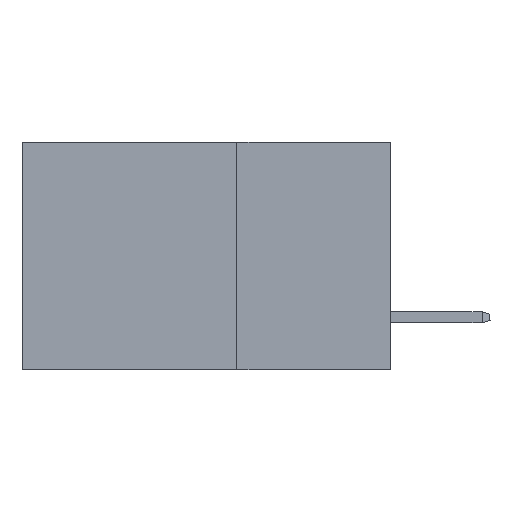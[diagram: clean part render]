
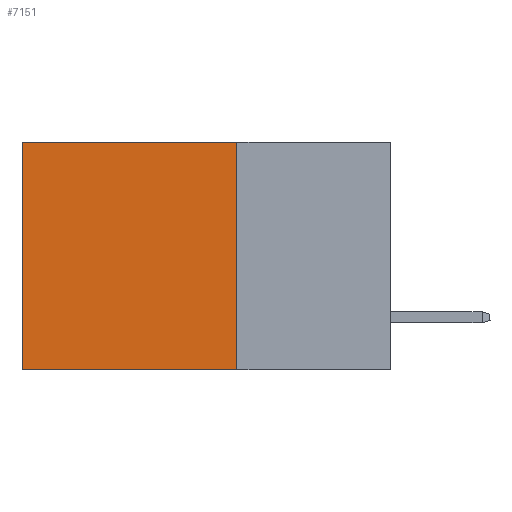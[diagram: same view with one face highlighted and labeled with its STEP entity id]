
A CAD part, left-side view. The second image highlights one B-rep face of the part: STEP entity #7151.
In plain terms, the highlighted planar face has unit normal (-1, 0, 0).
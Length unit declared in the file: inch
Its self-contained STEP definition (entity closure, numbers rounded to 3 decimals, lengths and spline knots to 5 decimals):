
#119 = CARTESIAN_POINT ( 'NONE',  ( 0.2875, 0.25, 0. ) ) ;
#536 = ORIENTED_EDGE ( 'NONE', *, *, #3965, .T. ) ;
#644 = ORIENTED_EDGE ( 'NONE', *, *, #17034, .F. ) ;
#812 = DIRECTION ( 'NONE',  ( 0., 0., -1. ) ) ;
#1839 = CARTESIAN_POINT ( 'NONE',  ( 0.2875, 0.25, 0. ) ) ;
#1863 = VECTOR ( 'NONE', #26983, 39.37008 ) ;
#1903 = DIRECTION ( 'NONE',  ( 0., 0., -1. ) ) ;
#2626 = EDGE_CURVE ( 'NONE', #19498, #7823, #8143, .T. ) ;
#3965 = EDGE_CURVE ( 'NONE', #7823, #26562, #15865, .T. ) ;
#4884 = LINE ( 'NONE', #14993, #6814 ) ;
#5658 = ORIENTED_EDGE ( 'NONE', *, *, #21951, .F. ) ;
#6518 = VECTOR ( 'NONE', #1903, 39.37008 ) ;
#6814 = VECTOR ( 'NONE', #7306, 39.37008 ) ;
#7151 = ADVANCED_FACE ( 'NONE', ( #13902 ), #26206, .F. ) ;
#7306 = DIRECTION ( 'NONE',  ( 0., 1., 0. ) ) ;
#7823 = VERTEX_POINT ( 'NONE', #27784 ) ;
#8143 = LINE ( 'NONE', #119, #14396 ) ;
#8571 = ORIENTED_EDGE ( 'NONE', *, *, #2626, .T. ) ;
#10841 = VERTEX_POINT ( 'NONE', #31535 ) ;
#11244 = CARTESIAN_POINT ( 'NONE',  ( 0.2875, 0.25, 0. ) ) ;
#13902 = FACE_OUTER_BOUND ( 'NONE', #31455, .T. ) ;
#14396 = VECTOR ( 'NONE', #27577, 39.37008 ) ;
#14993 = CARTESIAN_POINT ( 'NONE',  ( 0.2875, 0.25, -0.37 ) ) ;
#15865 = LINE ( 'NONE', #24347, #1863 ) ;
#16579 = CARTESIAN_POINT ( 'NONE',  ( 0.2875, 0.25, 0. ) ) ;
#17034 = EDGE_CURVE ( 'NONE', #10841, #26562, #4884, .T. ) ;
#17405 = CARTESIAN_POINT ( 'NONE',  ( 0.2875, 0.6, -0.37 ) ) ;
#19498 = VERTEX_POINT ( 'NONE', #1839 ) ;
#20712 = AXIS2_PLACEMENT_3D ( 'NONE', #11244, #28714, #812 ) ;
#21656 = LINE ( 'NONE', #16579, #6518 ) ;
#21951 = EDGE_CURVE ( 'NONE', #19498, #10841, #21656, .T. ) ;
#24347 = CARTESIAN_POINT ( 'NONE',  ( 0.2875, 0.6, 0. ) ) ;
#26206 = PLANE ( 'NONE',  #20712 ) ;
#26562 = VERTEX_POINT ( 'NONE', #17405 ) ;
#26983 = DIRECTION ( 'NONE',  ( 0., 0., -1. ) ) ;
#27577 = DIRECTION ( 'NONE',  ( 0., 1., 0. ) ) ;
#27784 = CARTESIAN_POINT ( 'NONE',  ( 0.2875, 0.6, 0. ) ) ;
#28714 = DIRECTION ( 'NONE',  ( 1., 0., 0. ) ) ;
#31455 = EDGE_LOOP ( 'NONE', ( #536, #644, #5658, #8571 ) ) ;
#31535 = CARTESIAN_POINT ( 'NONE',  ( 0.2875, 0.25, -0.37 ) ) ;
